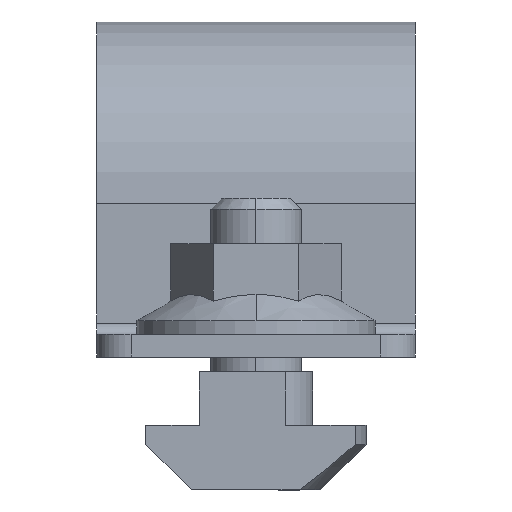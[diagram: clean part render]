
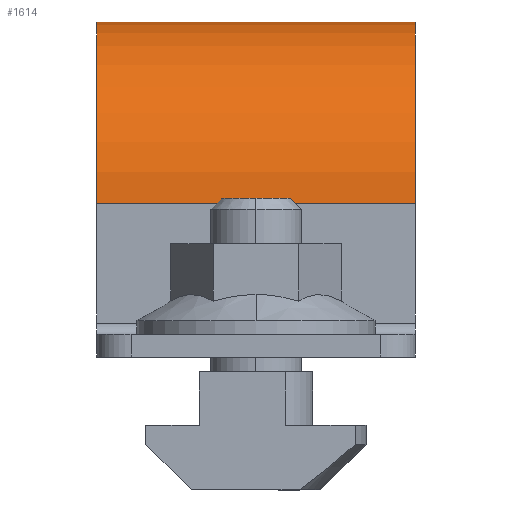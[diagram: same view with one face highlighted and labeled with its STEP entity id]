
A CAD part, left-side view. The second image highlights one B-rep face of the part: STEP entity #1614.
In plain terms, the highlighted cylindrical face has radius 16 mm (diameter 32 mm), a partial arc.
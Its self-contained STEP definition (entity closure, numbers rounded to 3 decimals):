
#40 = CIRCLE ( 'NONE', #3154, 16. ) ;
#67 = AXIS2_PLACEMENT_3D ( 'NONE', #1315, #1761, #2600 ) ;
#149 = VERTEX_POINT ( 'NONE', #1365 ) ;
#229 = VECTOR ( 'NONE', #1887, 1000. ) ;
#296 = CARTESIAN_POINT ( 'NONE',  ( -16., 14., 20. ) ) ;
#480 = DIRECTION ( 'NONE',  ( 0., 0., 1. ) ) ;
#642 = ORIENTED_EDGE ( 'NONE', *, *, #2997, .T. ) ;
#664 = CIRCLE ( 'NONE', #67, 16. ) ;
#762 = CARTESIAN_POINT ( 'NONE',  ( 0., -14., 36. ) ) ;
#844 = ORIENTED_EDGE ( 'NONE', *, *, #1709, .T. ) ;
#1068 = DIRECTION ( 'NONE',  ( 0., 0., 1. ) ) ;
#1207 = LINE ( 'NONE', #2886, #229 ) ;
#1220 = FACE_OUTER_BOUND ( 'NONE', #2923, .T. ) ;
#1247 = LINE ( 'NONE', #2459, #2853 ) ;
#1261 = DIRECTION ( 'NONE',  ( 0., 1., 0. ) ) ;
#1315 = CARTESIAN_POINT ( 'NONE',  ( 0., 14., 20. ) ) ;
#1365 = CARTESIAN_POINT ( 'NONE',  ( -16., -14., 20. ) ) ;
#1474 = DIRECTION ( 'NONE',  ( 0., 1., 0. ) ) ;
#1486 = CARTESIAN_POINT ( 'NONE',  ( 0., 14., 36. ) ) ;
#1558 = AXIS2_PLACEMENT_3D ( 'NONE', #2753, #1474, #480 ) ;
#1614 = ADVANCED_FACE ( 'NONE', ( #1220 ), #2354, .T. ) ;
#1709 = EDGE_CURVE ( 'NONE', #149, #2212, #40, .T. ) ;
#1714 = EDGE_CURVE ( 'NONE', #2580, #2752, #664, .T. ) ;
#1761 = DIRECTION ( 'NONE',  ( 0., -1., 0. ) ) ;
#1887 = DIRECTION ( 'NONE',  ( 0., -1., 0. ) ) ;
#1999 = ORIENTED_EDGE ( 'NONE', *, *, #1714, .T. ) ;
#2055 = CARTESIAN_POINT ( 'NONE',  ( 0., -14., 20. ) ) ;
#2212 = VERTEX_POINT ( 'NONE', #762 ) ;
#2265 = ORIENTED_EDGE ( 'NONE', *, *, #3169, .T. ) ;
#2311 = DIRECTION ( 'NONE',  ( 0., 1., 0. ) ) ;
#2354 = CYLINDRICAL_SURFACE ( 'NONE', #1558, 16. ) ;
#2459 = CARTESIAN_POINT ( 'NONE',  ( 0., -14., 36. ) ) ;
#2580 = VERTEX_POINT ( 'NONE', #1486 ) ;
#2600 = DIRECTION ( 'NONE',  ( 0., 0., 1. ) ) ;
#2752 = VERTEX_POINT ( 'NONE', #296 ) ;
#2753 = CARTESIAN_POINT ( 'NONE',  ( 0., -14., 20. ) ) ;
#2853 = VECTOR ( 'NONE', #1261, 1000. ) ;
#2886 = CARTESIAN_POINT ( 'NONE',  ( -16., -14., 20. ) ) ;
#2923 = EDGE_LOOP ( 'NONE', ( #844, #2265, #1999, #642 ) ) ;
#2997 = EDGE_CURVE ( 'NONE', #2752, #149, #1207, .T. ) ;
#3154 = AXIS2_PLACEMENT_3D ( 'NONE', #2055, #2311, #1068 ) ;
#3169 = EDGE_CURVE ( 'NONE', #2212, #2580, #1247, .T. ) ;
